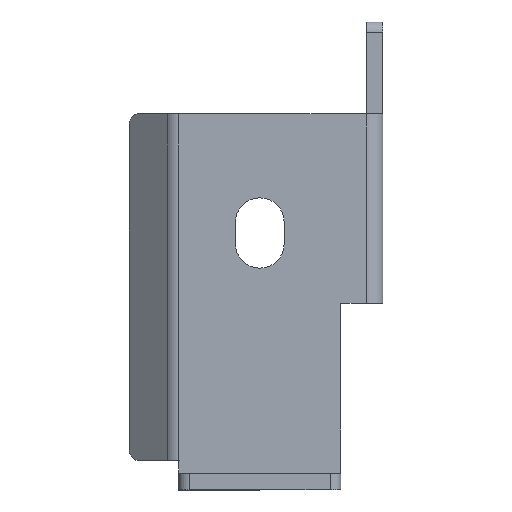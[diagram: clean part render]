
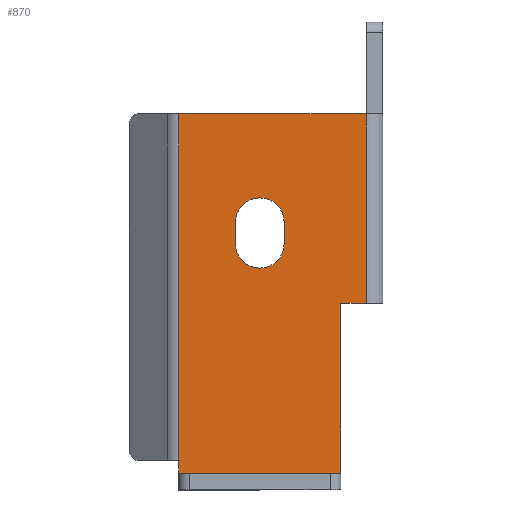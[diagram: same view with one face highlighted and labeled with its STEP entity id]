
A CAD part, left-side view. The second image highlights one B-rep face of the part: STEP entity #870.
In plain terms, the highlighted planar face has unit normal (-1, 0, 0).
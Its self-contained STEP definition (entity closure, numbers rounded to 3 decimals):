
#125 = EDGE_LOOP ( 'NONE', ( #599, #616, #613, #611, #612 ) ) ;
#129 = EDGE_LOOP ( 'NONE', ( #608, #610, #609, #606, #603, #605, #602, #604, #597, #598 ) ) ;
#252 = EDGE_CURVE ( 'NONE', #1691, #1577, #960, .T. ) ;
#257 = EDGE_CURVE ( 'NONE', #1578, #1574, #950, .T. ) ;
#267 = EDGE_CURVE ( 'NONE', #1574, #1691, #932, .T. ) ;
#268 = EDGE_CURVE ( 'NONE', #1565, #1578, #930, .T. ) ;
#269 = EDGE_CURVE ( 'NONE', #1170, #1163, #926, .T. ) ;
#270 = EDGE_CURVE ( 'NONE', #1171, #1698, #924, .T. ) ;
#271 = EDGE_CURVE ( 'NONE', #1159, #1153, #946, .T. ) ;
#272 = EDGE_CURVE ( 'NONE', #1173, #1177, #942, .T. ) ;
#273 = EDGE_CURVE ( 'NONE', #1154, #1698, #917, .T. ) ;
#274 = EDGE_CURVE ( 'NONE', #1155, #1171, #914, .T. ) ;
#275 = EDGE_CURVE ( 'NONE', #1173, #1163, #910, .T. ) ;
#276 = EDGE_CURVE ( 'NONE', #1177, #1155, #907, .T. ) ;
#277 = EDGE_CURVE ( 'NONE', #1153, #1154, #902, .T. ) ;
#278 = EDGE_CURVE ( 'NONE', #1170, #1159, #921, .T. ) ;
#281 = AXIS2_PLACEMENT_3D ( 'NONE', #716, #691, #693 ) ;
#286 = AXIS2_PLACEMENT_3D ( 'NONE', #1225, #1220, #1223 ) ;
#287 = AXIS2_PLACEMENT_3D ( 'NONE', #1236, #1281, #1273 ) ;
#475 = AXIS2_PLACEMENT_3D ( 'NONE', #1440, #1466, #1468 ) ;
#597 = ORIENTED_EDGE ( 'NONE', *, *, #272, .F. ) ;
#598 = ORIENTED_EDGE ( 'NONE', *, *, #275, .T. ) ;
#599 = ORIENTED_EDGE ( 'NONE', *, *, #257, .T. ) ;
#602 = ORIENTED_EDGE ( 'NONE', *, *, #274, .F. ) ;
#603 = ORIENTED_EDGE ( 'NONE', *, *, #273, .T. ) ;
#604 = ORIENTED_EDGE ( 'NONE', *, *, #276, .F. ) ;
#605 = ORIENTED_EDGE ( 'NONE', *, *, #270, .F. ) ;
#606 = ORIENTED_EDGE ( 'NONE', *, *, #277, .T. ) ;
#608 = ORIENTED_EDGE ( 'NONE', *, *, #269, .F. ) ;
#609 = ORIENTED_EDGE ( 'NONE', *, *, #271, .T. ) ;
#610 = ORIENTED_EDGE ( 'NONE', *, *, #278, .T. ) ;
#611 = ORIENTED_EDGE ( 'NONE', *, *, #1520, .T. ) ;
#612 = ORIENTED_EDGE ( 'NONE', *, *, #268, .T. ) ;
#613 = ORIENTED_EDGE ( 'NONE', *, *, #252, .T. ) ;
#616 = ORIENTED_EDGE ( 'NONE', *, *, #267, .T. ) ;
#657 = AXIS2_PLACEMENT_3D ( 'NONE', #1346, #1336, #1339 ) ;
#691 = DIRECTION ( 'NONE',  ( 1., 0., 0. ) ) ;
#693 = DIRECTION ( 'NONE',  ( 0., 0., 1. ) ) ;
#705 = DIRECTION ( 'NONE',  ( 0., 0., -1. ) ) ;
#707 = DIRECTION ( 'NONE',  ( 0., 1., 0. ) ) ;
#711 = DIRECTION ( 'NONE',  ( 0., 0., -1. ) ) ;
#716 = CARTESIAN_POINT ( 'NONE',  ( 13.25, 14.943, 2.485 ) ) ;
#717 = DIRECTION ( 'NONE',  ( 0., -1., 0. ) ) ;
#722 = CARTESIAN_POINT ( 'NONE',  ( 13.25, -15., 0. ) ) ;
#723 = CARTESIAN_POINT ( 'NONE',  ( 13.25, -19.75, 31.5 ) ) ;
#728 = DIRECTION ( 'NONE',  ( 0., 0., 1. ) ) ;
#732 = CARTESIAN_POINT ( 'NONE',  ( 13.25, 15., 66.5 ) ) ;
#736 = CARTESIAN_POINT ( 'NONE',  ( 13.25, -19.75, 66.5 ) ) ;
#738 = CARTESIAN_POINT ( 'NONE',  ( 13.25, 4.5, 46.5 ) ) ;
#745 = DIRECTION ( 'NONE',  ( 0., 0., 1. ) ) ;
#748 = CARTESIAN_POINT ( 'NONE',  ( 13.25, -4.5, 42.5 ) ) ;
#752 = DIRECTION ( 'NONE',  ( 0., 0., -1. ) ) ;
#756 = CARTESIAN_POINT ( 'NONE',  ( 13.25, -15., 0.1 ) ) ;
#760 = CARTESIAN_POINT ( 'NONE',  ( 13.25, 15., 2.47 ) ) ;
#762 = DIRECTION ( 'NONE',  ( 0., 1., 0. ) ) ;
#770 = DIRECTION ( 'NONE',  ( 0., 1., 0. ) ) ;
#775 = DIRECTION ( 'NONE',  ( 0., 0., 1. ) ) ;
#776 = CARTESIAN_POINT ( 'NONE',  ( 13.25, -19.65, 31.5 ) ) ;
#794 = CARTESIAN_POINT ( 'NONE',  ( 13.25, 14.973, 66.5 ) ) ;
#870 = ADVANCED_FACE ( 'NONE', ( #1041, #1050 ), #1489, .T. ) ;
#902 = CIRCLE ( 'NONE', #281, 0.015 ) ;
#906 = VECTOR ( 'NONE', #711, 1000. ) ;
#907 = LINE ( 'NONE', #722, #906 ) ;
#909 = VECTOR ( 'NONE', #775, 1000. ) ;
#910 = LINE ( 'NONE', #776, #909 ) ;
#912 = VECTOR ( 'NONE', #770, 1000. ) ;
#914 = LINE ( 'NONE', #756, #912 ) ;
#916 = VECTOR ( 'NONE', #762, 1000. ) ;
#917 = LINE ( 'NONE', #760, #916 ) ;
#920 = VECTOR ( 'NONE', #707, 1000. ) ;
#921 = LINE ( 'NONE', #794, #935 ) ;
#922 = VECTOR ( 'NONE', #1212, 1000. ) ;
#923 = VECTOR ( 'NONE', #728, 1000. ) ;
#924 = LINE ( 'NONE', #732, #923 ) ;
#925 = VECTOR ( 'NONE', #717, 1000. ) ;
#926 = LINE ( 'NONE', #736, #925 ) ;
#927 = VECTOR ( 'NONE', #745, 1000. ) ;
#930 = LINE ( 'NONE', #738, #927 ) ;
#931 = VECTOR ( 'NONE', #752, 1000. ) ;
#932 = LINE ( 'NONE', #748, #931 ) ;
#935 = VECTOR ( 'NONE', #705, 1000. ) ;
#942 = LINE ( 'NONE', #723, #920 ) ;
#946 = LINE ( 'NONE', #1248, #922 ) ;
#950 = CIRCLE ( 'NONE', #287, 4.5 ) ;
#960 = CIRCLE ( 'NONE', #286, 4.5 ) ;
#1041 = FACE_BOUND ( 'NONE', #125, .T. ) ;
#1050 = FACE_OUTER_BOUND ( 'NONE', #129, .T. ) ;
#1092 = CIRCLE ( 'NONE', #657, 4.5 ) ;
#1153 = VERTEX_POINT ( 'NONE', #1377 ) ;
#1154 = VERTEX_POINT ( 'NONE', #1374 ) ;
#1155 = VERTEX_POINT ( 'NONE', #1375 ) ;
#1159 = VERTEX_POINT ( 'NONE', #1364 ) ;
#1163 = VERTEX_POINT ( 'NONE', #1366 ) ;
#1170 = VERTEX_POINT ( 'NONE', #1359 ) ;
#1171 = VERTEX_POINT ( 'NONE', #1357 ) ;
#1173 = VERTEX_POINT ( 'NONE', #1348 ) ;
#1177 = VERTEX_POINT ( 'NONE', #1354 ) ;
#1212 = DIRECTION ( 'NONE',  ( 0., -1., 0. ) ) ;
#1220 = DIRECTION ( 'NONE',  ( 1., 0., 0. ) ) ;
#1223 = DIRECTION ( 'NONE',  ( 0., 0., 1. ) ) ;
#1225 = CARTESIAN_POINT ( 'NONE',  ( 13.25, 0., 42.5 ) ) ;
#1236 = CARTESIAN_POINT ( 'NONE',  ( 13.25, 0., 46.5 ) ) ;
#1248 = CARTESIAN_POINT ( 'NONE',  ( 13.25, 15., 2.5 ) ) ;
#1273 = DIRECTION ( 'NONE',  ( 0., 0., 1. ) ) ;
#1281 = DIRECTION ( 'NONE',  ( 1., 0., 0. ) ) ;
#1336 = DIRECTION ( 'NONE',  ( 1., 0., 0. ) ) ;
#1339 = DIRECTION ( 'NONE',  ( 0., 0., 1. ) ) ;
#1340 = CARTESIAN_POINT ( 'NONE',  ( 13.25, 4.5, 42.5 ) ) ;
#1346 = CARTESIAN_POINT ( 'NONE',  ( 13.25, 0., 42.5 ) ) ;
#1348 = CARTESIAN_POINT ( 'NONE',  ( 13.25, -19.65, 31.5 ) ) ;
#1354 = CARTESIAN_POINT ( 'NONE',  ( 13.25, -15., 31.5 ) ) ;
#1357 = CARTESIAN_POINT ( 'NONE',  ( 13.25, 15., 0.1 ) ) ;
#1359 = CARTESIAN_POINT ( 'NONE',  ( 13.25, 14.973, 66.5 ) ) ;
#1364 = CARTESIAN_POINT ( 'NONE',  ( 13.25, 14.973, 2.5 ) ) ;
#1366 = CARTESIAN_POINT ( 'NONE',  ( 13.25, -19.65, 66.5 ) ) ;
#1374 = CARTESIAN_POINT ( 'NONE',  ( 13.25, 14.943, 2.47 ) ) ;
#1375 = CARTESIAN_POINT ( 'NONE',  ( 13.25, -15., 0.1 ) ) ;
#1377 = CARTESIAN_POINT ( 'NONE',  ( 13.25, 14.943, 2.5 ) ) ;
#1414 = CARTESIAN_POINT ( 'NONE',  ( 13.25, -4.5, 46.5 ) ) ;
#1417 = CARTESIAN_POINT ( 'NONE',  ( 13.25, 0., 38. ) ) ;
#1418 = CARTESIAN_POINT ( 'NONE',  ( 13.25, 4.5, 46.5 ) ) ;
#1440 = CARTESIAN_POINT ( 'NONE',  ( 13.25, 15., 0. ) ) ;
#1466 = DIRECTION ( 'NONE',  ( -1., 0., 0. ) ) ;
#1468 = DIRECTION ( 'NONE',  ( 0., 0., 1. ) ) ;
#1489 = PLANE ( 'NONE',  #475 ) ;
#1520 = EDGE_CURVE ( 'NONE', #1577, #1565, #1092, .T. ) ;
#1547 = CARTESIAN_POINT ( 'NONE',  ( 13.25, 15., 2.47 ) ) ;
#1548 = CARTESIAN_POINT ( 'NONE',  ( 13.25, -4.5, 42.5 ) ) ;
#1565 = VERTEX_POINT ( 'NONE', #1340 ) ;
#1574 = VERTEX_POINT ( 'NONE', #1414 ) ;
#1577 = VERTEX_POINT ( 'NONE', #1417 ) ;
#1578 = VERTEX_POINT ( 'NONE', #1418 ) ;
#1691 = VERTEX_POINT ( 'NONE', #1548 ) ;
#1698 = VERTEX_POINT ( 'NONE', #1547 ) ;
